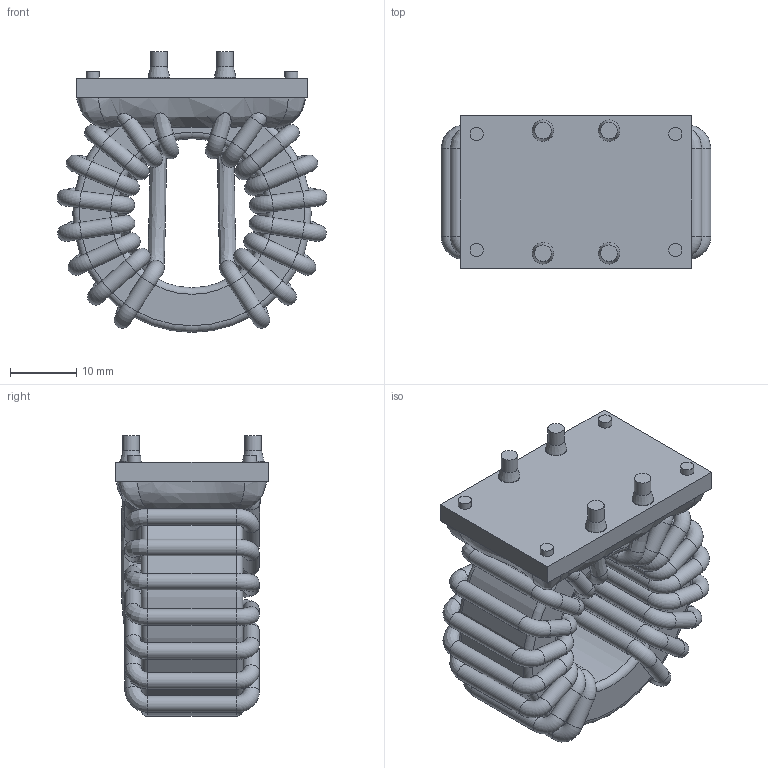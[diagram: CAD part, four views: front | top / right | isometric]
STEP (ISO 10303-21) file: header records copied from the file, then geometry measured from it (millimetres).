
FILE_DESCRIPTION(/* description */ ('Unknown'),/* implementation_level */ '2;1');
FILE_NAME(/* name */ '7448263505',/* time_stamp */ '2020-12-02T09:35:39+01:00',/* author */ ('Unknown'),/* organization */ ('Unknown'),/* preprocessor_version */ 'ST-DEVELOPER v16.7',/* originating_system */ 'DEX',/* authorisation */ $);
FILE_SCHEMA (('AUTOMOTIVE_DESIGN {1 0 10303 214 3 1 1}'));
Length unit declared in the file: millimetre
Products named in the file (4): 7448263505; Glue; Solderpoint
Assembly tree (3 placements, depth 2):
  7448263505
    7448263505
    Glue
    Solderpoint
Bounding box: 40.73 x 23 x 42.4 mm (x, y, z)
Volume: 17470.9 mm3; surface area: 15485.8 mm2
Topology: 9 solids, 9 shells, 249 faces, 576 edges, 338 vertices
Faces by surface type: cylinder 98, bspline 52, plane 48, torus 47, cone 4
Full cylindrical faces by diameter (mm): 2 x4, 2.5 x76, 2.6 x4, 22.5 x1, 36 x1
Entity records: 12887 total; most frequent: CARTESIAN_POINT 7031, DIRECTION 914, ORIENTED_EDGE 738, EDGE_LOOP 464, FACE_BOUND 464, AXIS2_PLACEMENT_3D 414, EDGE_CURVE 369, VERTEX_POINT 309
